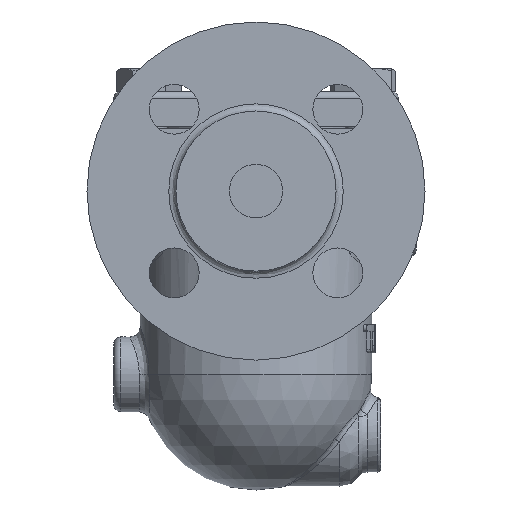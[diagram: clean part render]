
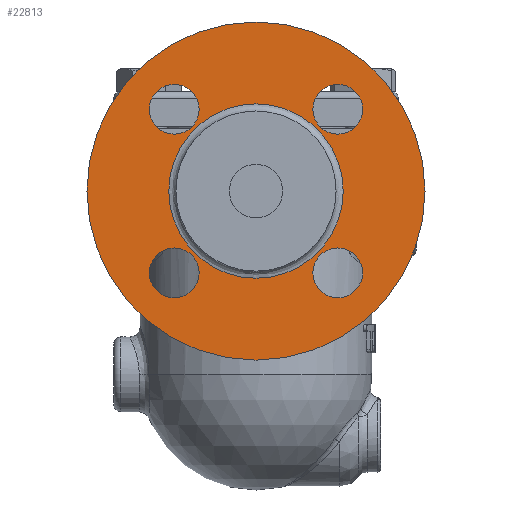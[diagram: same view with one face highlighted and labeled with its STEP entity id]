
A CAD part, left-side view. The second image highlights one B-rep face of the part: STEP entity #22813.
In plain terms, the highlighted planar face has unit normal (-1, 0, 0).
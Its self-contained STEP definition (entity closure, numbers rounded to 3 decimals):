
#22727=CARTESIAN_POINT('',(-73.0,0.,76.));
#22728=VERTEX_POINT('',#22727);
#22729=CARTESIAN_POINT('',(-73.0,0.0,51.5));
#22730=DIRECTION('',(-1.0,0.0,0.0));
#22731=DIRECTION('',(0.0,0.0,-1.0));
#22732=AXIS2_PLACEMENT_3D('',#22729,#22730,#22731);
#22733=CIRCLE('',#22732,24.5);
#22734=EDGE_CURVE('',#22728,#22728,#22733,.T.);
#22750=CARTESIAN_POINT('',(-73.0,0.0,51.5));
#22751=DIRECTION('',(1.0,0.0,0.0));
#22752=DIRECTION('',(0.0,0.0,-1.0));
#22753=AXIS2_PLACEMENT_3D('',#22750,#22751,#22752);
#22754=PLANE('',#22753);
#22755=CARTESIAN_POINT('',(-73.0,0.,99.));
#22756=VERTEX_POINT('',#22755);
#22757=CARTESIAN_POINT('',(-73.0,0.0,51.5));
#22758=DIRECTION('',(1.0,0.0,0.0));
#22759=DIRECTION('',(0.0,0.0,-1.0));
#22760=AXIS2_PLACEMENT_3D('',#22757,#22758,#22759);
#22761=CIRCLE('',#22760,47.5);
#22762=EDGE_CURVE('',#22756,#22756,#22761,.T.);
#22763=ORIENTED_EDGE('',*,*,#22762,.F.);
#22764=EDGE_LOOP('',(#22763));
#22765=FACE_OUTER_BOUND('',#22764,.T.);
#22766=CARTESIAN_POINT('',(-73.0,-22.981,81.481));
#22767=VERTEX_POINT('',#22766);
#22768=CARTESIAN_POINT('',(-73.0,-22.981,74.481));
#22769=DIRECTION('',(-1.0,0.0,0.0));
#22770=DIRECTION('',(0.0,-1.0,0.0));
#22771=AXIS2_PLACEMENT_3D('',#22768,#22769,#22770);
#22772=CIRCLE('',#22771,7.);
#22773=EDGE_CURVE('',#22767,#22767,#22772,.T.);
#22774=ORIENTED_EDGE('',*,*,#22773,.F.);
#22775=EDGE_LOOP('',(#22774));
#22776=FACE_BOUND('',#22775,.T.);
#22777=CARTESIAN_POINT('',(-73.0,-22.981,35.519));
#22778=VERTEX_POINT('',#22777);
#22779=CARTESIAN_POINT('',(-73.0,-22.981,28.519));
#22780=DIRECTION('',(-1.0,0.0,0.0));
#22781=DIRECTION('',(0.0,0.0,-1.0));
#22782=AXIS2_PLACEMENT_3D('',#22779,#22780,#22781);
#22783=CIRCLE('',#22782,7.);
#22784=EDGE_CURVE('',#22778,#22778,#22783,.T.);
#22785=ORIENTED_EDGE('',*,*,#22784,.F.);
#22786=EDGE_LOOP('',(#22785));
#22787=FACE_BOUND('',#22786,.T.);
#22788=CARTESIAN_POINT('',(-73.0,22.981,35.519));
#22789=VERTEX_POINT('',#22788);
#22790=CARTESIAN_POINT('',(-73.0,22.981,28.519));
#22791=DIRECTION('',(-1.0,0.0,0.0));
#22792=DIRECTION('',(0.0,1.0,0.0));
#22793=AXIS2_PLACEMENT_3D('',#22790,#22791,#22792);
#22794=CIRCLE('',#22793,7.);
#22795=EDGE_CURVE('',#22789,#22789,#22794,.T.);
#22796=ORIENTED_EDGE('',*,*,#22795,.F.);
#22797=EDGE_LOOP('',(#22796));
#22798=FACE_BOUND('',#22797,.T.);
#22799=CARTESIAN_POINT('',(-73.0,22.981,81.481));
#22800=VERTEX_POINT('',#22799);
#22801=CARTESIAN_POINT('',(-73.0,22.981,74.481));
#22802=DIRECTION('',(-1.0,0.0,0.0));
#22803=DIRECTION('',(0.0,0.0,1.0));
#22804=AXIS2_PLACEMENT_3D('',#22801,#22802,#22803);
#22805=CIRCLE('',#22804,7.);
#22806=EDGE_CURVE('',#22800,#22800,#22805,.T.);
#22807=ORIENTED_EDGE('',*,*,#22806,.F.);
#22808=EDGE_LOOP('',(#22807));
#22809=FACE_BOUND('',#22808,.T.);
#22810=ORIENTED_EDGE('',*,*,#22734,.F.);
#22811=EDGE_LOOP('',(#22810));
#22812=FACE_BOUND('',#22811,.T.);
#22813=ADVANCED_FACE('',(#22765,#22776,#22787,#22798,#22809,#22812),#22754,.F.);
